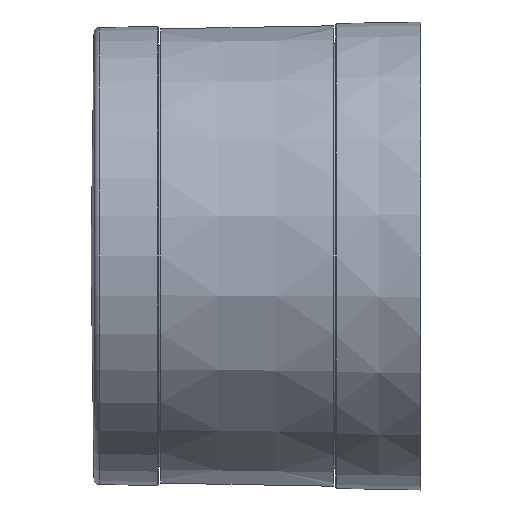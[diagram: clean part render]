
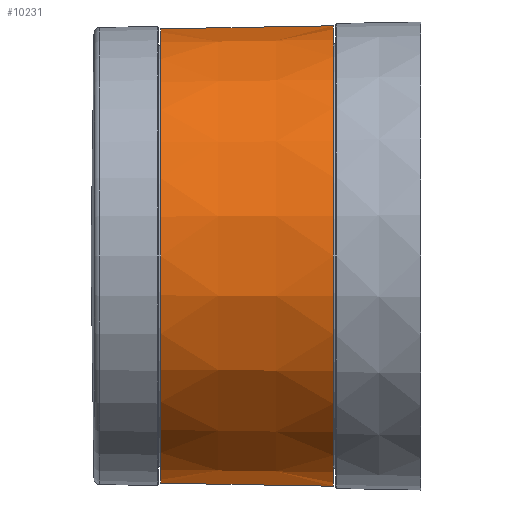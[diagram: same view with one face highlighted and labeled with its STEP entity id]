
A CAD part, left-side view. The second image highlights one B-rep face of the part: STEP entity #10231.
In plain terms, the highlighted conical face has half-angle 1 degrees and reference radius 50.135 mm.
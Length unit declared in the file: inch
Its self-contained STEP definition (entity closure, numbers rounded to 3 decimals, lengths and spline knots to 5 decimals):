
#78 = AXIS2_PLACEMENT_3D ( 'NONE', #10265, #6825, #466 ) ;
#198 = EDGE_CURVE ( 'NONE', #3869, #6513, #4282, .T. ) ;
#466 = DIRECTION ( 'NONE',  ( 0., 0., 1. ) ) ;
#588 = ORIENTED_EDGE ( 'NONE', *, *, #7266, .T. ) ;
#938 = DIRECTION ( 'NONE',  ( 0., -1., 0. ) ) ;
#1778 = CARTESIAN_POINT ( 'NONE',  ( 0., 2.25969, -1.97382 ) ) ;
#1935 = VECTOR ( 'NONE', #11149, 39.37008 ) ;
#2292 = FACE_OUTER_BOUND ( 'NONE', #6033, .T. ) ;
#2893 = DIRECTION ( 'NONE',  ( 0., 0., 1. ) ) ;
#3342 = VERTEX_POINT ( 'NONE', #1778 ) ;
#3360 = ORIENTED_EDGE ( 'NONE', *, *, #7199, .T. ) ;
#3770 = CARTESIAN_POINT ( 'NONE',  ( 0., 0.75969, 0. ) ) ;
#3868 = CARTESIAN_POINT ( 'NONE',  ( 0., 2.25969, 1.97382 ) ) ;
#3869 = VERTEX_POINT ( 'NONE', #5304 ) ;
#3915 = CIRCLE ( 'NONE', #78, 1.97382 ) ;
#4263 = CONICAL_SURFACE ( 'NONE', #7502, 1.97382, 0.017 ) ;
#4282 = LINE ( 'NONE', #3868, #9401 ) ;
#5304 = CARTESIAN_POINT ( 'NONE',  ( 0., 2.25969, 1.97382 ) ) ;
#5343 = VERTEX_POINT ( 'NONE', #8685 ) ;
#6033 = EDGE_LOOP ( 'NONE', ( #10446, #8091, #3360, #588 ) ) ;
#6513 = VERTEX_POINT ( 'NONE', #11029 ) ;
#6825 = DIRECTION ( 'NONE',  ( 0., 1., 0. ) ) ;
#7199 = EDGE_CURVE ( 'NONE', #3342, #5343, #10739, .T. ) ;
#7266 = EDGE_CURVE ( 'NONE', #5343, #6513, #9927, .T. ) ;
#7502 = AXIS2_PLACEMENT_3D ( 'NONE', #10178, #938, #10194 ) ;
#8091 = ORIENTED_EDGE ( 'NONE', *, *, #8125, .F. ) ;
#8125 = EDGE_CURVE ( 'NONE', #3342, #3869, #3915, .T. ) ;
#8527 = DIRECTION ( 'NONE',  ( 0., -1., 0.017 ) ) ;
#8685 = CARTESIAN_POINT ( 'NONE',  ( 0., 0.75969, -2. ) ) ;
#9236 = DIRECTION ( 'NONE',  ( 0., 1., 0. ) ) ;
#9401 = VECTOR ( 'NONE', #8527, 39.37008 ) ;
#9927 = CIRCLE ( 'NONE', #11021, 2. ) ;
#10178 = CARTESIAN_POINT ( 'NONE',  ( 0., 2.25969, 0. ) ) ;
#10194 = DIRECTION ( 'NONE',  ( 0., 0., -1. ) ) ;
#10214 = CARTESIAN_POINT ( 'NONE',  ( 0., 2.25969, -1.97382 ) ) ;
#10231 = ADVANCED_FACE ( 'NONE', ( #2292 ), #4263, .T. ) ;
#10265 = CARTESIAN_POINT ( 'NONE',  ( 0., 2.25969, 0. ) ) ;
#10446 = ORIENTED_EDGE ( 'NONE', *, *, #198, .F. ) ;
#10739 = LINE ( 'NONE', #10214, #1935 ) ;
#11021 = AXIS2_PLACEMENT_3D ( 'NONE', #3770, #9236, #2893 ) ;
#11029 = CARTESIAN_POINT ( 'NONE',  ( 0., 0.75969, 2. ) ) ;
#11149 = DIRECTION ( 'NONE',  ( 0., -1., -0.017 ) ) ;
